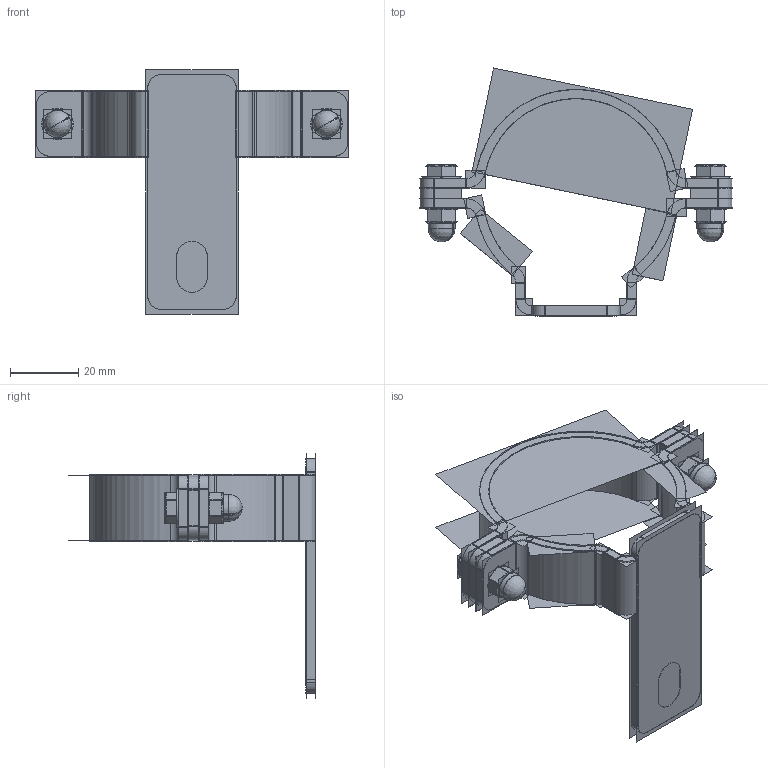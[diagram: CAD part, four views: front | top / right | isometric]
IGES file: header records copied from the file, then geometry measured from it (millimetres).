
Start section:  PTC IGES file: 202516.igs
Global section: file name: 202516.igs; native system: Creo Parametric by PTC Inc.; preprocessor: 2016260; author: pdmadmin; organization: Unknown; date: 20171110.152230; units: millimetre
Bounding box: 92.04 x 72.78 x 71.76 mm (x, y, z)
Volume: 20772.5 mm3; surface area: 109837.7 mm2
Topology: 8 solids, 8 shells, 728 faces, 4566 edges, 6408 vertices
Faces by surface type: revolution 480, bspline 248
